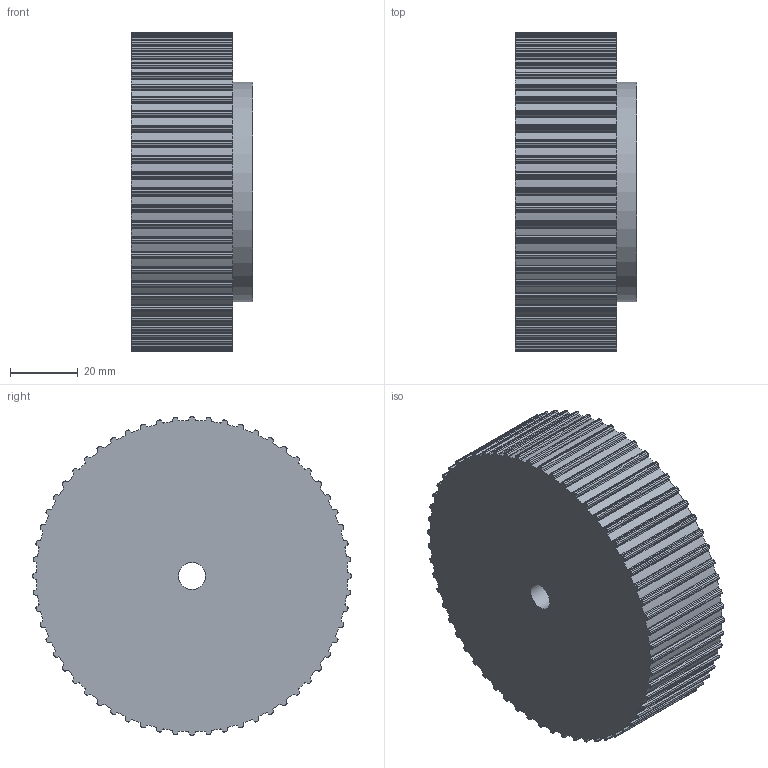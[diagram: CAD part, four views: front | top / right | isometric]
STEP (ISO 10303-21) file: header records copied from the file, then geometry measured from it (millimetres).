
FILE_DESCRIPTION(/* description */ ('Alibre Inc.'),/* implementation_level */ '2;1');
FILE_NAME(/* name */ 'export-4E7CD710-E253-4526-94EB-3974D98FF905',/* time_stamp */ '2023-12-11T17:33:47+01:00',/* author */ (''),/* organization */ (''),/* preprocessor_version */ 'ST-DEVELOPER v17',/* originating_system */ 'Alibre',/* authorisation */ '');
FILE_SCHEMA (('AUTOMOTIVE_DESIGN'));
Length unit declared in the file: millimetre
Products named in the file (2): 60036060BODY; 60036060
Bounding box: 36 x 94.25 x 94.25 mm (x, y, z)
Volume: 220872.1 mm3; surface area: 26532.9 mm2
Topology: 1 solids, 1 shells, 530 faces, 1581 edges, 1054 vertices
Faces by surface type: cylinder 407, plane 123
Full cylindrical faces by diameter (mm): 8 x1, 65 x1
Entity records: 17709 total; most frequent: ORIENTED_EDGE 3162, DIRECTION 3156, CARTESIAN_POINT 3077, EDGE_CURVE 1581, AXIS2_PLACEMENT_3D 1256, VERTEX_POINT 1054, VECTOR 767, LINE 767
